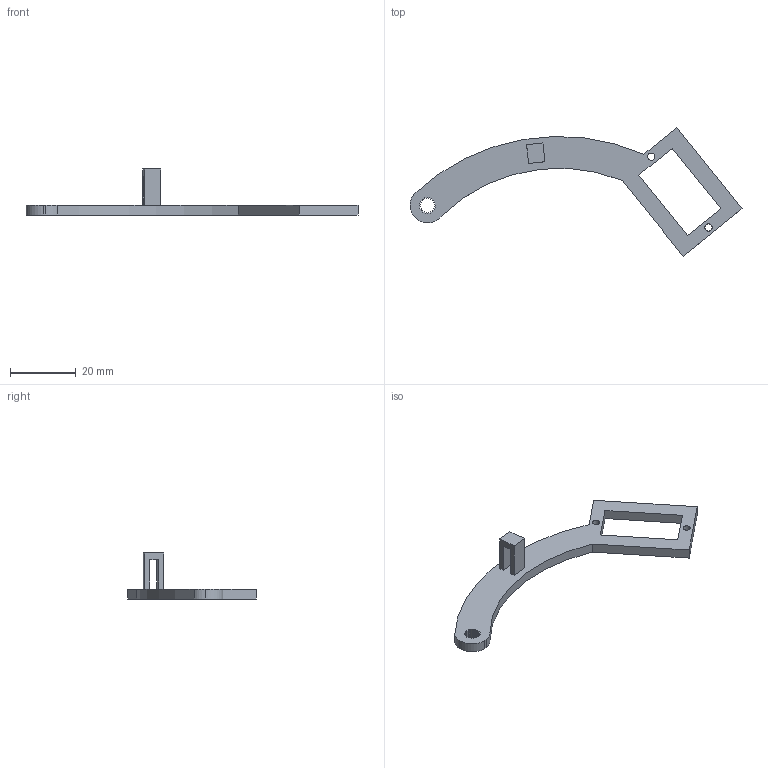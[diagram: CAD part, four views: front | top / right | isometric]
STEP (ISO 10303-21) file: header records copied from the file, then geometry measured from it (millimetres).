
FILE_DESCRIPTION (( 'STEP AP203' ), '1' );
FILE_NAME ('servo_arm_met_servo.STEP', '2025-08-14T13:09:57', ( '' ), ( '' ), 'SwSTEP 2.0', 'SolidWorks 2024', '' );
FILE_SCHEMA (( 'CONFIG_CONTROL_DESIGN' ));
Length unit declared in the file: millimetre
Products named in the file (1): servo_arm_met_servo
Bounding box: 101.04 x 39.1 x 14 mm (x, y, z)
Volume: 3489.3 mm3; surface area: 3566 mm2
Topology: 1 solids, 1 shells, 68 faces, 198 edges, 132 vertices
Faces by surface type: plane 59, cylinder 9
Entity records: 2317 total; most frequent: CARTESIAN_POINT 399, ORIENTED_EDGE 396, DIRECTION 354, EDGE_CURVE 198, LINE 180, VECTOR 180, VERTEX_POINT 132, AXIS2_PLACEMENT_3D 87
